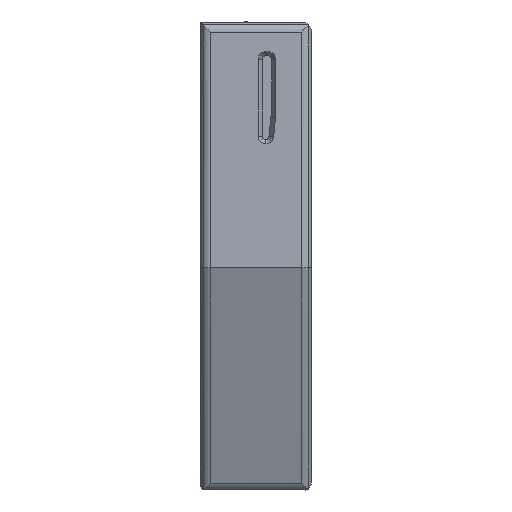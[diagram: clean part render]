
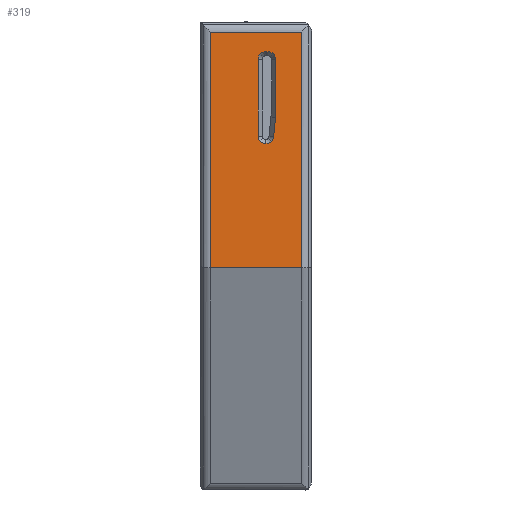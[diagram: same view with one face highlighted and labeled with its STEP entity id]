
A CAD part, front view. The second image highlights one B-rep face of the part: STEP entity #319.
In plain terms, the highlighted planar face has unit normal (0, -1, 0).
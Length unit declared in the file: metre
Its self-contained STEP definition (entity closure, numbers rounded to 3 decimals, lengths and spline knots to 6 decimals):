
#319=ADVANCED_FACE('4:1327',(#1040,#1041),#1042,.F.);
#1040=FACE_OUTER_BOUND('',#2438,.T.);
#1041=FACE_BOUND('',#2439,.T.);
#1042=PLANE('',#2440);
#2438=EDGE_LOOP('',(#8669,#8670,#8671,#8672));
#2439=EDGE_LOOP('',(#8673,#8674,#8675,#8676,#8677,#8678,#8679,#8680,#8681,#8682,#8683));
#2440=AXIS2_PLACEMENT_3D('',#8684,#8685,#8686);
#8669=ORIENTED_EDGE('',*,*,#10966,.F.);
#8670=ORIENTED_EDGE('',*,*,#10976,.F.);
#8671=ORIENTED_EDGE('',*,*,#10977,.F.);
#8672=ORIENTED_EDGE('',*,*,#10978,.F.);
#8673=ORIENTED_EDGE('',*,*,#10979,.T.);
#8674=ORIENTED_EDGE('',*,*,#10980,.T.);
#8675=ORIENTED_EDGE('',*,*,#10437,.T.);
#8676=ORIENTED_EDGE('',*,*,#10981,.T.);
#8677=ORIENTED_EDGE('',*,*,#10432,.T.);
#8678=ORIENTED_EDGE('',*,*,#10703,.T.);
#8679=ORIENTED_EDGE('',*,*,#10705,.T.);
#8680=ORIENTED_EDGE('',*,*,#10706,.T.);
#8681=ORIENTED_EDGE('',*,*,#10690,.T.);
#8682=ORIENTED_EDGE('',*,*,#10982,.T.);
#8683=ORIENTED_EDGE('',*,*,#10428,.T.);
#8684=CARTESIAN_POINT('',(0.024521,-0.093219,-0.023864));
#8685=DIRECTION('',(0.,1.0,0.));
#8686=DIRECTION('',(0.,0.,1.0));
#10428=EDGE_CURVE('4:3097',#11876,#11880,#11882,.T.);
#10432=EDGE_CURVE('4:3094',#11883,#11887,#11889,.T.);
#10437=EDGE_CURVE('4:3091',#11890,#11896,#11898,.T.);
#10690=EDGE_CURVE('4:1903',#12332,#12340,#12342,.T.);
#10703=EDGE_CURVE('4:1888',#11887,#12361,#12363,.T.);
#10705=EDGE_CURVE('4:1897',#12361,#12364,#12366,.T.);
#10706=EDGE_CURVE('4:1903',#12364,#12332,#12367,.T.);
#10966=EDGE_CURVE('4:3004',#12729,#12731,#12732,.T.);
#10976=EDGE_CURVE('4:3079',#11699,#12729,#12744,.T.);
#10977=EDGE_CURVE('4:3082',#12745,#11699,#12746,.T.);
#10978=EDGE_CURVE('4:3085',#12731,#12745,#12747,.T.);
#10979=EDGE_CURVE('4:3088',#11880,#12748,#12749,.T.);
#10980=EDGE_CURVE('4:3091',#12748,#11890,#12750,.T.);
#10981=EDGE_CURVE('4:3094',#11896,#11883,#12751,.T.);
#10982=EDGE_CURVE('4:3097',#12340,#11876,#12752,.T.);
#11699=VERTEX_POINT('',#13805);
#11876=VERTEX_POINT('',#14192);
#11880=VERTEX_POINT('',#14197);
#11882=CIRCLE('',#14200,0.00105);
#11883=VERTEX_POINT('',#14201);
#11887=VERTEX_POINT('',#14206);
#11889=CIRCLE('',#14209,0.0012);
#11890=VERTEX_POINT('',#14210);
#11896=VERTEX_POINT('',#14226);
#11898=CIRCLE('',#14237,0.0012);
#12332=VERTEX_POINT('',#15028);
#12340=VERTEX_POINT('',#15056);
#12342=CIRCLE('',#15067,0.00105);
#12361=VERTEX_POINT('',#15097);
#12363=LINE('',#15100,#15101);
#12364=VERTEX_POINT('',#15102);
#12366=LINE('',#15105,#15106);
#12367=CIRCLE('',#15107,0.00105);
#12729=VERTEX_POINT('',#15779);
#12731=VERTEX_POINT('',#15781);
#12732=LINE('',#15782,#15783);
#12744=LINE('',#15830,#15831);
#12745=VERTEX_POINT('',#15832);
#12746=LINE('',#15833,#15834);
#12747=LINE('',#15835,#15836);
#12748=VERTEX_POINT('',#15837);
#12749=LINE('',#15838,#15839);
#12750=CIRCLE('',#15840,0.0012);
#12751=CIRCLE('',#15841,0.0012);
#12752=CIRCLE('',#15842,0.00105);
#13805=CARTESIAN_POINT('',(0.018521,-0.093219,-0.039448));
#14192=CARTESIAN_POINT('',(0.025878,-0.093219,-0.020666));
#14197=CARTESIAN_POINT('',(0.025571,-0.093219,-0.019924));
#14200=AXIS2_PLACEMENT_3D('',#17101,#17102,#17103);
#14201=CARTESIAN_POINT('',(0.027819,-0.093219,-0.007725));
#14206=CARTESIAN_POINT('',(0.028171,-0.093219,-0.008574));
#14209=AXIS2_PLACEMENT_3D('',#17109,#17110,#17111);
#14210=CARTESIAN_POINT('',(0.025922,-0.093219,-0.007725));
#14226=CARTESIAN_POINT('',(0.026871,-0.093219,-0.007378));
#14237=AXIS2_PLACEMENT_3D('',#17116,#17117,#17118);
#15028=CARTESIAN_POINT('',(0.027552,-0.093219,-0.020702));
#15056=CARTESIAN_POINT('',(0.026734,-0.093219,-0.020968));
#15067=AXIS2_PLACEMENT_3D('',#17549,#17550,#17551);
#15097=CARTESIAN_POINT('',(0.028171,-0.093219,-0.017178));
#15100=CARTESIAN_POINT('',(0.028171,-0.093219,-0.021391));
#15101=VECTOR('',#17567,1.0);
#15102=CARTESIAN_POINT('',(0.027892,-0.093219,-0.020026));
#15105=CARTESIAN_POINT('',(0.027622,-0.093219,-0.022783));
#15106=VECTOR('',#17569,1.0);
#15107=AXIS2_PLACEMENT_3D('',#17570,#17571,#17572);
#15779=CARTESIAN_POINT('',(0.018521,-0.093219,-0.0045));
#15781=CARTESIAN_POINT('',(0.032021,-0.093219,-0.0045));
#15782=CARTESIAN_POINT('',(0.024346,-0.093219,-0.0045));
#15783=VECTOR('',#18044,1.0);
#15830=CARTESIAN_POINT('',(0.018521,-0.093219,-0.02206));
#15831=VECTOR('',#18059,1.0);
#15832=CARTESIAN_POINT('',(0.032021,-0.093219,-0.039448));
#15833=CARTESIAN_POINT('',(0.027374,-0.093219,-0.039448));
#15834=VECTOR('',#18060,1.0);
#15835=CARTESIAN_POINT('',(0.032021,-0.093219,-0.018837));
#15836=VECTOR('',#18061,1.0);
#15837=CARTESIAN_POINT('',(0.025571,-0.093219,-0.008574));
#15838=CARTESIAN_POINT('',(0.025571,-0.093219,-0.021391));
#15839=VECTOR('',#18062,1.0);
#15840=AXIS2_PLACEMENT_3D('',#18063,#18064,#18065);
#15841=AXIS2_PLACEMENT_3D('',#18066,#18067,#18068);
#15842=AXIS2_PLACEMENT_3D('',#18069,#18070,#18071);
#17101=CARTESIAN_POINT('',(0.026621,-0.093219,-0.019924));
#17102=DIRECTION('',(0.,1.0,0.));
#17103=DIRECTION('',(-0.707,0.,-0.707));
#17109=CARTESIAN_POINT('',(0.026971,-0.093219,-0.008574));
#17110=DIRECTION('',(0.,1.0,0.));
#17111=DIRECTION('',(0.707,0.,0.707));
#17116=CARTESIAN_POINT('',(0.026771,-0.093219,-0.008574));
#17117=DIRECTION('',(0.,1.0,0.));
#17118=DIRECTION('',(-0.707,0.,0.707));
#17549=CARTESIAN_POINT('',(0.026847,-0.093219,-0.019924));
#17550=DIRECTION('',(0.,1.0,0.));
#17551=DIRECTION('',(0.672,0.,-0.741));
#17567=DIRECTION('',(0.,0.,-1.0));
#17569=DIRECTION('',(-0.097,0.,-0.995));
#17570=CARTESIAN_POINT('',(0.026847,-0.093219,-0.019924));
#17571=DIRECTION('',(0.,1.0,0.));
#17572=DIRECTION('',(0.672,0.,-0.741));
#18044=DIRECTION('',(1.0,0.,0.0));
#18059=DIRECTION('',(0.,0.,1.0));
#18060=DIRECTION('',(-1.0,0.,0.));
#18061=DIRECTION('',(0.,0.,-1.0));
#18062=DIRECTION('',(0.,0.,1.0));
#18063=CARTESIAN_POINT('',(0.026771,-0.093219,-0.008574));
#18064=DIRECTION('',(0.,1.0,0.));
#18065=DIRECTION('',(-0.707,0.,0.707));
#18066=CARTESIAN_POINT('',(0.026971,-0.093219,-0.008574));
#18067=DIRECTION('',(0.,1.0,0.));
#18068=DIRECTION('',(0.707,0.,0.707));
#18069=CARTESIAN_POINT('',(0.026621,-0.093219,-0.019924));
#18070=DIRECTION('',(0.,1.0,0.));
#18071=DIRECTION('',(-0.707,0.,-0.707));
